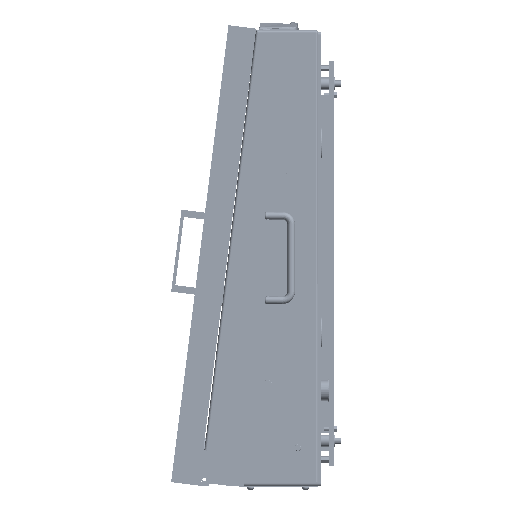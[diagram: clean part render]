
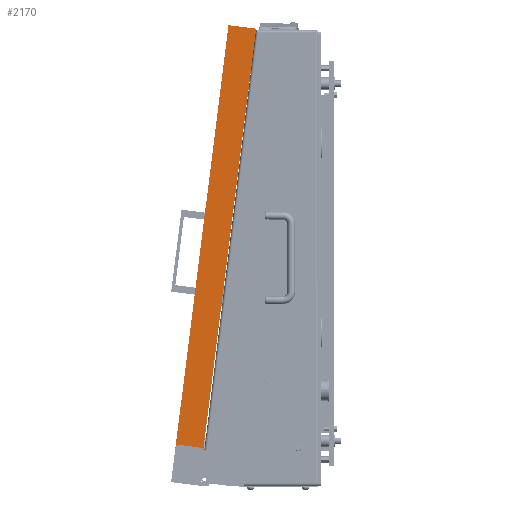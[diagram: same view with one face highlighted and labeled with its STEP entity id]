
A CAD part, left-side view. The second image highlights one B-rep face of the part: STEP entity #2170.
In plain terms, the highlighted planar face has unit normal (-1, 0, 0).
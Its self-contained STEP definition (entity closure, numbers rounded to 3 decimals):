
#2032 = AXIS2_PLACEMENT_3D ( 'NONE', #48738, #64226, #48250 ) ;
#2170 = ADVANCED_FACE ( 'NONE', ( #98620 ), #41905, .F. ) ;
#2338 = DIRECTION ( 'NONE',  ( 0., 0., -1. ) ) ;
#3689 = LINE ( 'NONE', #26823, #10696 ) ;
#7104 = CARTESIAN_POINT ( 'NONE',  ( -327.5, 33., -228. ) ) ;
#10696 = VECTOR ( 'NONE', #34551, 1000. ) ;
#11745 = CIRCLE ( 'NONE', #69291, 20. ) ;
#12053 = EDGE_CURVE ( 'NONE', #35655, #19267, #3689, .T. ) ;
#19267 = VERTEX_POINT ( 'NONE', #85395 ) ;
#20825 = AXIS2_PLACEMENT_3D ( 'NONE', #81103, #65625, #97074 ) ;
#21159 = ORIENTED_EDGE ( 'NONE', *, *, #37775, .F. ) ;
#24080 = CARTESIAN_POINT ( 'NONE',  ( -327.5, 7., -248. ) ) ;
#24549 = CARTESIAN_POINT ( 'NONE',  ( -327.5, 33., -273. ) ) ;
#24996 = CARTESIAN_POINT ( 'NONE',  ( -327.5, 0., -229.265 ) ) ;
#26792 = EDGE_CURVE ( 'NONE', #59660, #19267, #59705, .T. ) ;
#26823 = CARTESIAN_POINT ( 'NONE',  ( -327.5, 0., -273. ) ) ;
#30168 = CARTESIAN_POINT ( 'NONE',  ( -327.5, 28., -228. ) ) ;
#34551 = DIRECTION ( 'NONE',  ( 0., 0., 1. ) ) ;
#35655 = VERTEX_POINT ( 'NONE', #24996 ) ;
#37775 = EDGE_CURVE ( 'NONE', #99049, #59660, #62174, .T. ) ;
#38582 = ORIENTED_EDGE ( 'NONE', *, *, #26792, .F. ) ;
#39023 = ORIENTED_EDGE ( 'NONE', *, *, #51329, .F. ) ;
#40581 = EDGE_CURVE ( 'NONE', #99049, #95908, #48023, .T. ) ;
#40771 = VECTOR ( 'NONE', #100921, 1000. ) ;
#41905 = PLANE ( 'NONE',  #20825 ) ;
#45181 = DIRECTION ( 'NONE',  ( 0., 1., 0. ) ) ;
#45808 = VECTOR ( 'NONE', #45181, 1000. ) ;
#46145 = ORIENTED_EDGE ( 'NONE', *, *, #40581, .T. ) ;
#48023 = CIRCLE ( 'NONE', #2032, 5. ) ;
#48250 = DIRECTION ( 'NONE',  ( 0., 0., -1. ) ) ;
#48738 = CARTESIAN_POINT ( 'NONE',  ( -327.5, 28., -233. ) ) ;
#51329 = EDGE_CURVE ( 'NONE', #35655, #62466, #11745, .T. ) ;
#58436 = CARTESIAN_POINT ( 'NONE',  ( -327.5, 7., -228. ) ) ;
#59660 = VERTEX_POINT ( 'NONE', #97162 ) ;
#59705 = LINE ( 'NONE', #98896, #40771 ) ;
#62174 = LINE ( 'NONE', #24549, #65431 ) ;
#62466 = VERTEX_POINT ( 'NONE', #58436 ) ;
#62561 = EDGE_LOOP ( 'NONE', ( #89087, #39023, #62607, #38582, #21159, #46145 ) ) ;
#62607 = ORIENTED_EDGE ( 'NONE', *, *, #12053, .T. ) ;
#64215 = DIRECTION ( 'NONE',  ( 0., 0., 1. ) ) ;
#64226 = DIRECTION ( 'NONE',  ( 1., 0., 0. ) ) ;
#64488 = EDGE_CURVE ( 'NONE', #62466, #95908, #99856, .T. ) ;
#65431 = VECTOR ( 'NONE', #64215, 1000. ) ;
#65625 = DIRECTION ( 'NONE',  ( 1., 0., 0. ) ) ;
#69291 = AXIS2_PLACEMENT_3D ( 'NONE', #24080, #86429, #2338 ) ;
#81103 = CARTESIAN_POINT ( 'NONE',  ( -327.5, 33., -273. ) ) ;
#81458 = CARTESIAN_POINT ( 'NONE',  ( -327.5, 33., -233. ) ) ;
#85395 = CARTESIAN_POINT ( 'NONE',  ( -327.5, 0., 273. ) ) ;
#86429 = DIRECTION ( 'NONE',  ( -1., 0., 0. ) ) ;
#89087 = ORIENTED_EDGE ( 'NONE', *, *, #64488, .F. ) ;
#95908 = VERTEX_POINT ( 'NONE', #30168 ) ;
#97074 = DIRECTION ( 'NONE',  ( 0., 0., -1. ) ) ;
#97162 = CARTESIAN_POINT ( 'NONE',  ( -327.5, 33., 273. ) ) ;
#98620 = FACE_OUTER_BOUND ( 'NONE', #62561, .T. ) ;
#98896 = CARTESIAN_POINT ( 'NONE',  ( -327.5, 33., 273. ) ) ;
#99049 = VERTEX_POINT ( 'NONE', #81458 ) ;
#99856 = LINE ( 'NONE', #7104, #45808 ) ;
#100921 = DIRECTION ( 'NONE',  ( 0., -1., 0. ) ) ;
